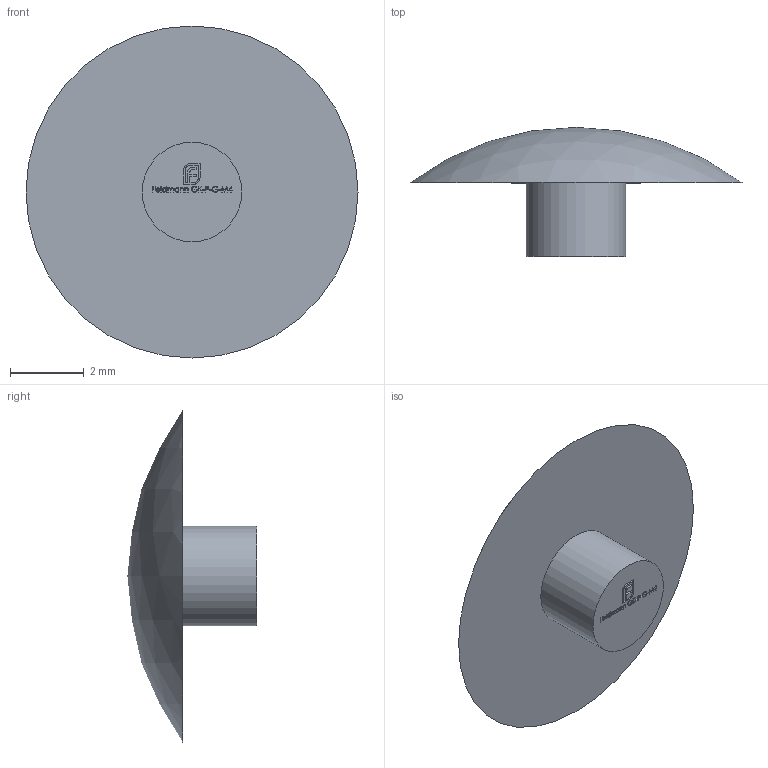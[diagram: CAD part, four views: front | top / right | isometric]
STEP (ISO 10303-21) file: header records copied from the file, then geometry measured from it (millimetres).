
FILE_DESCRIPTION (( 'STEP AP203' ), '1' );
FILE_NAME ('GK-P-G-M4.step', '2022-04-07T09:57:36', ( '' ), ( '' ), 'SwSTEP 2.0', 'SolidWorks 2018', '' );
FILE_SCHEMA (( 'CONFIG_CONTROL_DESIGN' ));
Length unit declared in the file: millimetre
Products named in the file (1): GK-P-G-M4
Bounding box: 9 x 3.5 x 9 mm (x, y, z)
Volume: 60.9 mm3; surface area: 152.8 mm2
Topology: 1 solids, 1 shells, 260 faces, 703 edges, 469 vertices
Faces by surface type: plane 166, bspline 92, sphere 1, cylinder 1
Full cylindrical faces by diameter (mm): 2.7 x1
Entity records: 12398 total; most frequent: CARTESIAN_POINT 6404, ORIENTED_EDGE 1404, DIRECTION 859, EDGE_CURVE 702, LINE 515, VECTOR 515, VERTEX_POINT 469, EDGE_LOOP 285
